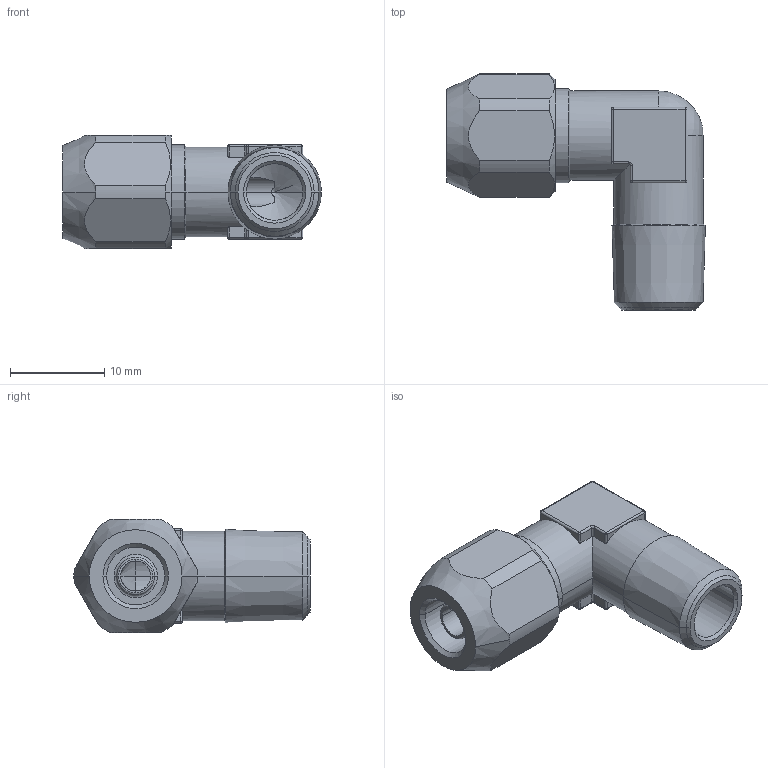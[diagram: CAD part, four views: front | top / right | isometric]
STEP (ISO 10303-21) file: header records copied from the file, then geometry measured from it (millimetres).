
FILE_DESCRIPTION(( 'CX.13.06.18.stp' ), '1');
FILE_NAME( 'CX.13.06.18.stp', '2018-08-24T14:34:42',( 'Sopra'),('sopra-pneumatic.com'), 'SwSTEP 2.0','SolidWorks 2009','' );
FILE_SCHEMA(('CONFIG_CONTROL_DESIGN'));
Length unit declared in the file: millimetre
Products named in the file (1): 361014B_150X4-6-4-1-8K
Bounding box: 27.45 x 25.05 x 12 mm (x, y, z)
Volume: 2653.6 mm3; surface area: 2537.8 mm2
Topology: 1 solids, 2 shells, 108 faces, 257 edges, 151 vertices
Faces by surface type: cylinder 44, plane 25, cone 22, sphere 11, torus 6
Entity records: 3262 total; most frequent: CARTESIAN_POINT 726, DIRECTION 552, ORIENTED_EDGE 504, EDGE_CURVE 254, AXIS2_PLACEMENT_3D 225, VERTEX_POINT 151, CIRCLE 116, EDGE_LOOP 113
